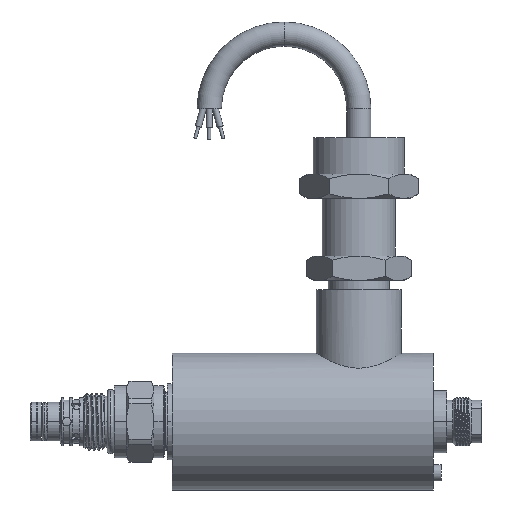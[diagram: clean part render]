
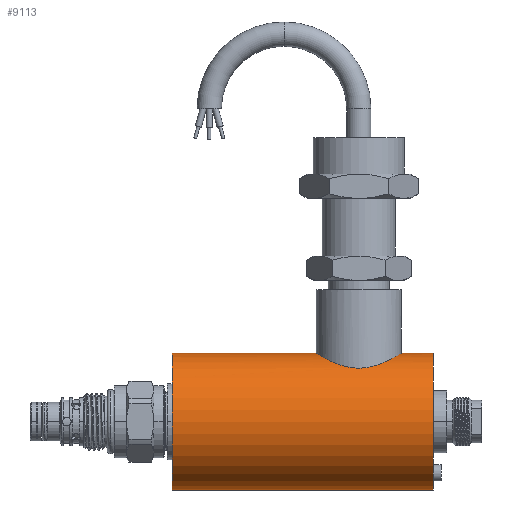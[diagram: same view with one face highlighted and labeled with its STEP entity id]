
A CAD part, front view. The second image highlights one B-rep face of the part: STEP entity #9113.
In plain terms, the highlighted cylindrical face has radius 22.5 mm (diameter 45 mm), a partial arc.
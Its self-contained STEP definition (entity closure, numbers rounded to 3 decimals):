
#3 = CARTESIAN_POINT ( 'NONE',  ( 75.136, -13.883, 17.706 ) ) ;
#513 = CARTESIAN_POINT ( 'NONE',  ( 15.5, 0., -22.5 ) ) ;
#934 = CARTESIAN_POINT ( 'NONE',  ( 86.231, -10.535, 19.884 ) ) ;
#968 = AXIS2_PLACEMENT_3D ( 'NONE', #11045, #12166, #10103 ) ;
#983 = CARTESIAN_POINT ( 'NONE',  ( 85.541, -11.101, 19.573 ) ) ;
#1030 = CARTESIAN_POINT ( 'NONE',  ( 88.842, -7.482, 21.223 ) ) ;
#1079 = CARTESIAN_POINT ( 'NONE',  ( 64.487, -6.295, 21.606 ) ) ;
#1129 = CARTESIAN_POINT ( 'NONE',  ( 68.816, -11.367, 19.419 ) ) ;
#1320 = ORIENTED_EDGE ( 'NONE', *, *, #5351, .F. ) ;
#1328 = CARTESIAN_POINT ( 'NONE',  ( 15.5, 0., 0. ) ) ;
#1608 = VERTEX_POINT ( 'NONE', #4170 ) ;
#1910 = CARTESIAN_POINT ( 'NONE',  ( 91., -0.944, 22.5 ) ) ;
#2007 = CARTESIAN_POINT ( 'NONE',  ( 63., -0.475, 22.5 ) ) ;
#2049 = CARTESIAN_POINT ( 'NONE',  ( 82.026, -13.075, 18.313 ) ) ;
#2099 = CARTESIAN_POINT ( 'NONE',  ( 76.069, -13.977, 17.632 ) ) ;
#2146 = CARTESIAN_POINT ( 'NONE',  ( 85.185, -11.367, 19.42 ) ) ;
#2190 = CARTESIAN_POINT ( 'NONE',  ( 81.593, -13.233, 18.198 ) ) ;
#2221 = VERTEX_POINT ( 'NONE', #11385 ) ;
#2477 = CYLINDRICAL_SURFACE ( 'NONE', #3348, 22.5 ) ;
#2643 = LINE ( 'NONE', #11006, #7027 ) ;
#2656 = DIRECTION ( 'NONE',  ( 1., 0., 0. ) ) ;
#3131 = CARTESIAN_POINT ( 'NONE',  ( 63., 0., 22.5 ) ) ;
#3262 = EDGE_CURVE ( 'NONE', #6590, #11399, #6041, .T. ) ;
#3268 = CARTESIAN_POINT ( 'NONE',  ( 73.288, -13.532, 17.978 ) ) ;
#3312 = ORIENTED_EDGE ( 'NONE', *, *, #11815, .F. ) ;
#3348 = AXIS2_PLACEMENT_3D ( 'NONE', #1328, #3554, #4585 ) ;
#3420 = VECTOR ( 'NONE', #2656, 1000. ) ;
#3554 = DIRECTION ( 'NONE',  ( 1., 0., 0. ) ) ;
#3980 = ORIENTED_EDGE ( 'NONE', *, *, #14077, .F. ) ;
#4018 = AXIS2_PLACEMENT_3D ( 'NONE', #13488, #7886, #6708 ) ;
#4170 = CARTESIAN_POINT ( 'NONE',  ( 63., 0., 22.5 ) ) ;
#4333 = CARTESIAN_POINT ( 'NONE',  ( 68.458, -11.101, 19.573 ) ) ;
#4462 = EDGE_LOOP ( 'NONE', ( #5500, #7396, #3312, #1320, #4668, #3980 ) ) ;
#4585 = DIRECTION ( 'NONE',  ( 0., 0., 1. ) ) ;
#4668 = ORIENTED_EDGE ( 'NONE', *, *, #6168, .T. ) ;
#5122 = CARTESIAN_POINT ( 'NONE',  ( 90.905, -1.876, 22.441 ) ) ;
#5274 = CARTESIAN_POINT ( 'NONE',  ( 90.625, -3.254, 22.268 ) ) ;
#5351 = EDGE_CURVE ( 'NONE', #7913, #2221, #9377, .T. ) ;
#5371 = CARTESIAN_POINT ( 'NONE',  ( 88.083, -8.602, 20.806 ) ) ;
#5423 = CARTESIAN_POINT ( 'NONE',  ( 87.514, -9.288, 20.506 ) ) ;
#5500 = ORIENTED_EDGE ( 'NONE', *, *, #10406, .F. ) ;
#5564 = CARTESIAN_POINT ( 'NONE',  ( 74.669, -13.813, 17.762 ) ) ;
#6041 = LINE ( 'NONE', #513, #3420 ) ;
#6168 = EDGE_CURVE ( 'NONE', #7913, #1608, #7452, .T. ) ;
#6402 = CARTESIAN_POINT ( 'NONE',  ( 90.507, -3.712, 22.196 ) ) ;
#6505 = CARTESIAN_POINT ( 'NONE',  ( 77.947, -13.976, 17.633 ) ) ;
#6556 = CARTESIAN_POINT ( 'NONE',  ( 72.41, -13.258, 18.184 ) ) ;
#6590 = VERTEX_POINT ( 'NONE', #14009 ) ;
#6653 = CARTESIAN_POINT ( 'NONE',  ( 78.892, -13.88, 17.709 ) ) ;
#6703 = CARTESIAN_POINT ( 'NONE',  ( 83.293, -12.54, 18.687 ) ) ;
#6708 = DIRECTION ( 'NONE',  ( 0., 0., -1. ) ) ;
#7027 = VECTOR ( 'NONE', #9824, 1000. ) ;
#7381 = CARTESIAN_POINT ( 'NONE',  ( 91., 0., 22.5 ) ) ;
#7396 = ORIENTED_EDGE ( 'NONE', *, *, #3262, .T. ) ;
#7452 = B_SPLINE_CURVE_WITH_KNOTS ( 'NONE', 3,
 ( #11906, #1910, #5122, #5274, #6402, #14275, #8679, #11087, #13429, #9852, #1030, #5371, #5423, #13240, #934, #983, #2146, #8832, #6703, #2049, #2190, #14464, #7783, #7733, #6653, #6505, #13285, #8777, #2099, #3, #5564, #3268, #6556, #13385, #12250, #12110, #7829, #1129, #4333, #10001, #14414, #12158, #10051, #11037, #8876, #1079, #11135, #14510, #14367, #7683, #9897, #9943, #2007, #3131 ),
 .UNSPECIFIED., .F., .F.,
 ( 4, 2, 2, 2, 2, 2, 2, 2, 2, 2, 2, 2, 2, 2, 2, 2, 2, 2, 2, 2, 2, 2, 2, 2, 2, 2, 4 ),
 ( 0.045, 0.048, 0.049, 0.051, 0.052, 0.053, 0.056, 0.058, 0.059, 0.062, 0.063, 0.065, 0.066, 0.067, 0.069, 0.07, 0.073, 0.075, 0.076, 0.077, 0.079, 0.082, 0.083, 0.084, 0.087, 0.089, 0.09 ),
 .UNSPECIFIED. ) ;
#7683 = CARTESIAN_POINT ( 'NONE',  ( 63.194, -2.367, 22.38 ) ) ;
#7733 = CARTESIAN_POINT ( 'NONE',  ( 79.357, -13.808, 17.765 ) ) ;
#7783 = CARTESIAN_POINT ( 'NONE',  ( 80.268, -13.621, 17.909 ) ) ;
#7829 = CARTESIAN_POINT ( 'NONE',  ( 69.557, -11.866, 19.119 ) ) ;
#7886 = DIRECTION ( 'NONE',  ( -1., 0., 0. ) ) ;
#7913 = VERTEX_POINT ( 'NONE', #7381 ) ;
#8679 = CARTESIAN_POINT ( 'NONE',  ( 90.072, -5.033, 21.934 ) ) ;
#8777 = CARTESIAN_POINT ( 'NONE',  ( 76.537, -14., 17.614 ) ) ;
#8832 = CARTESIAN_POINT ( 'NONE',  ( 84.079, -12.111, 18.971 ) ) ;
#8876 = CARTESIAN_POINT ( 'NONE',  ( 64.925, -7.1, 21.354 ) ) ;
#9113 = ADVANCED_FACE ( 'NONE', ( #14067 ), #2477, .T. ) ;
#9377 = LINE ( 'NONE', #11839, #13063 ) ;
#9540 = VERTEX_POINT ( 'NONE', #14398 ) ;
#9660 = CARTESIAN_POINT ( 'NONE',  ( 101.5, 0., -22.5 ) ) ;
#9824 = DIRECTION ( 'NONE',  ( 1., 0., 0. ) ) ;
#9852 = CARTESIAN_POINT ( 'NONE',  ( 89.08, -7.091, 21.358 ) ) ;
#9897 = CARTESIAN_POINT ( 'NONE',  ( 63.121, -1.898, 22.425 ) ) ;
#9943 = CARTESIAN_POINT ( 'NONE',  ( 63.024, -0.952, 22.485 ) ) ;
#10001 = CARTESIAN_POINT ( 'NONE',  ( 67.768, -10.534, 19.884 ) ) ;
#10051 = CARTESIAN_POINT ( 'NONE',  ( 65.918, -8.602, 20.806 ) ) ;
#10103 = DIRECTION ( 'NONE',  ( 0., 0., 1. ) ) ;
#10406 = EDGE_CURVE ( 'NONE', #6590, #9540, #10696, .T. ) ;
#10696 = CIRCLE ( 'NONE', #4018, 22.5 ) ;
#11006 = CARTESIAN_POINT ( 'NONE',  ( 15.5, 0., 22.5 ) ) ;
#11037 = CARTESIAN_POINT ( 'NONE',  ( 65.161, -7.487, 21.222 ) ) ;
#11045 = CARTESIAN_POINT ( 'NONE',  ( 101.5, 0., 0. ) ) ;
#11087 = CARTESIAN_POINT ( 'NONE',  ( 89.715, -5.877, 21.723 ) ) ;
#11135 = CARTESIAN_POINT ( 'NONE',  ( 64.287, -5.881, 21.722 ) ) ;
#11385 = CARTESIAN_POINT ( 'NONE',  ( 101.5, 0., 22.5 ) ) ;
#11399 = VERTEX_POINT ( 'NONE', #9660 ) ;
#11815 = EDGE_CURVE ( 'NONE', #2221, #11399, #13857, .T. ) ;
#11839 = CARTESIAN_POINT ( 'NONE',  ( 15.5, 0., 22.5 ) ) ;
#11906 = CARTESIAN_POINT ( 'NONE',  ( 91., 0., 22.5 ) ) ;
#12110 = CARTESIAN_POINT ( 'NONE',  ( 69.94, -12.098, 18.972 ) ) ;
#12158 = CARTESIAN_POINT ( 'NONE',  ( 66.485, -9.286, 20.506 ) ) ;
#12166 = DIRECTION ( 'NONE',  ( 1., 0., 0. ) ) ;
#12250 = CARTESIAN_POINT ( 'NONE',  ( 70.734, -12.528, 18.691 ) ) ;
#12976 = DIRECTION ( 'NONE',  ( 1., 0., 0. ) ) ;
#13063 = VECTOR ( 'NONE', #12976, 1000. ) ;
#13240 = CARTESIAN_POINT ( 'NONE',  ( 86.564, -10.233, 20.041 ) ) ;
#13285 = CARTESIAN_POINT ( 'NONE',  ( 77.476, -14., 17.614 ) ) ;
#13385 = CARTESIAN_POINT ( 'NONE',  ( 71.147, -12.726, 18.556 ) ) ;
#13429 = CARTESIAN_POINT ( 'NONE',  ( 89.516, -6.289, 21.607 ) ) ;
#13488 = CARTESIAN_POINT ( 'NONE',  ( 15.5, 0., 0. ) ) ;
#13857 = CIRCLE ( 'NONE', #968, 22.5 ) ;
#14009 = CARTESIAN_POINT ( 'NONE',  ( 15.5, 0., -22.5 ) ) ;
#14067 = FACE_OUTER_BOUND ( 'NONE', #4462, .T. ) ;
#14077 = EDGE_CURVE ( 'NONE', #9540, #1608, #2643, .T. ) ;
#14275 = CARTESIAN_POINT ( 'NONE',  ( 90.231, -4.6, 22.029 ) ) ;
#14367 = CARTESIAN_POINT ( 'NONE',  ( 63.476, -3.739, 22.206 ) ) ;
#14398 = CARTESIAN_POINT ( 'NONE',  ( 15.5, 0., 22.5 ) ) ;
#14414 = CARTESIAN_POINT ( 'NONE',  ( 67.434, -10.232, 20.042 ) ) ;
#14464 = CARTESIAN_POINT ( 'NONE',  ( 80.715, -13.506, 17.996 ) ) ;
#14510 = CARTESIAN_POINT ( 'NONE',  ( 63.751, -4.617, 22.038 ) ) ;
